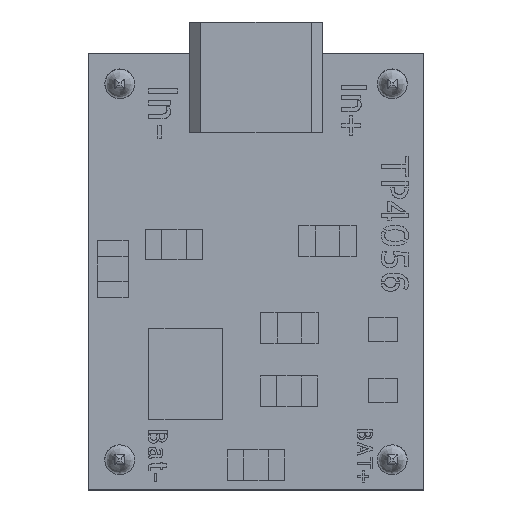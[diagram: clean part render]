
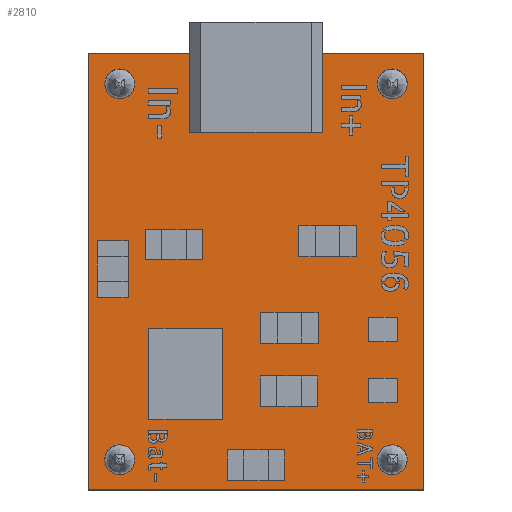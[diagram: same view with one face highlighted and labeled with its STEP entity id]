
A CAD part, top view. The second image highlights one B-rep face of the part: STEP entity #2810.
In plain terms, the highlighted planar face has unit normal (0, 0, 1).
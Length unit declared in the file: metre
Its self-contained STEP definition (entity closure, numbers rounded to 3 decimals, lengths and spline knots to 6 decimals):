
#2810 = ADVANCED_FACE( '', ( #5281, #5282, #5283, #5284, #5285 ), #5286, .T. );
#5281 = FACE_BOUND( '', #8290, .T. );
#5282 = FACE_BOUND( '', #8291, .T. );
#5283 = FACE_BOUND( '', #8292, .T. );
#5284 = FACE_BOUND( '', #8293, .T. );
#5285 = FACE_OUTER_BOUND( '', #8294, .T. );
#5286 = PLANE( '', #8295 );
#8290 = EDGE_LOOP( '', ( #15181 ) );
#8291 = EDGE_LOOP( '', ( #15182 ) );
#8292 = EDGE_LOOP( '', ( #15183 ) );
#8293 = EDGE_LOOP( '', ( #15184 ) );
#8294 = EDGE_LOOP( '', ( #15185, #15186, #15187, #15188 ) );
#8295 = AXIS2_PLACEMENT_3D( '', #15189, #15190, #15191 );
#15181 = ORIENTED_EDGE( '', *, *, #15800, .F. );
#15182 = ORIENTED_EDGE( '', *, *, #16345, .F. );
#15183 = ORIENTED_EDGE( '', *, *, #15583, .F. );
#15184 = ORIENTED_EDGE( '', *, *, #18023, .F. );
#15185 = ORIENTED_EDGE( '', *, *, #17837, .T. );
#15186 = ORIENTED_EDGE( '', *, *, #17992, .T. );
#15187 = ORIENTED_EDGE( '', *, *, #15920, .F. );
#15188 = ORIENTED_EDGE( '', *, *, #16718, .F. );
#15189 = CARTESIAN_POINT( '', ( 0., 0., 0.0016 ) );
#15190 = DIRECTION( '', ( 0., 0., 1. ) );
#15191 = DIRECTION( '', ( 1., 0., 0. ) );
#15583 = EDGE_CURVE( '', #18318, #18318, #18319, .T. );
#15800 = EDGE_CURVE( '', #18705, #18705, #18706, .T. );
#15920 = EDGE_CURVE( '', #18912, #18914, #18915, .T. );
#16345 = EDGE_CURVE( '', #19703, #19703, #19704, .T. );
#16718 = EDGE_CURVE( '', #20279, #18912, #20281, .T. );
#17837 = EDGE_CURVE( '', #20279, #21768, #21770, .T. );
#17992 = EDGE_CURVE( '', #21768, #18914, #21938, .T. );
#18023 = EDGE_CURVE( '', #21970, #21970, #21971, .T. );
#18318 = VERTEX_POINT( '', #22431 );
#18319 = CIRCLE( '', #22432, 0.000855 );
#18705 = VERTEX_POINT( '', #23033 );
#18706 = CIRCLE( '', #23034, 0.000855 );
#18912 = VERTEX_POINT( '', #23347 );
#18914 = VERTEX_POINT( '', #23350 );
#18915 = LINE( '', #23351, #23352 );
#19703 = VERTEX_POINT( '', #24787 );
#19704 = CIRCLE( '', #24788, 0.000855 );
#20279 = VERTEX_POINT( '', #25716 );
#20281 = LINE( '', #25719, #25720 );
#21768 = VERTEX_POINT( '', #28146 );
#21770 = LINE( '', #28149, #28150 );
#21938 = LINE( '', #28397, #28398 );
#21970 = VERTEX_POINT( '', #28442 );
#21971 = CIRCLE( '', #28443, 0.000855 );
#22431 = CARTESIAN_POINT( '', ( 0.008665, 0.01077, 0.0016 ) );
#22432 = AXIS2_PLACEMENT_3D( '', #28725, #28726, #28727 );
#23033 = CARTESIAN_POINT( '', ( 0.008665, -0.01077, 0.0016 ) );
#23034 = AXIS2_PLACEMENT_3D( '', #28866, #28867, #28868 );
#23347 = CARTESIAN_POINT( '', ( 0.0096, 0.0125, 0.0016 ) );
#23350 = CARTESIAN_POINT( '', ( 0.0096, -0.0125, 0.0016 ) );
#23351 = CARTESIAN_POINT( '', ( 0.0096, 0.016067, 0.0016 ) );
#23352 = VECTOR( '', #28954, 1. );
#24787 = CARTESIAN_POINT( '', ( -0.006955, -0.01077, 0.0016 ) );
#24788 = AXIS2_PLACEMENT_3D( '', #29142, #29143, #29144 );
#25716 = CARTESIAN_POINT( '', ( -0.0096, 0.0125, 0.0016 ) );
#25719 = CARTESIAN_POINT( '', ( 0.01154, 0.0125, 0.0016 ) );
#25720 = VECTOR( '', #29405, 1. );
#28146 = CARTESIAN_POINT( '', ( -0.0096, -0.0125, 0.0016 ) );
#28149 = CARTESIAN_POINT( '', ( -0.0096, 0.016067, 0.0016 ) );
#28150 = VECTOR( '', #30059, 1. );
#28397 = CARTESIAN_POINT( '', ( 0., -0.0125, 0.0016 ) );
#28398 = VECTOR( '', #30120, 1. );
#28442 = CARTESIAN_POINT( '', ( -0.006955, 0.01077, 0.0016 ) );
#28443 = AXIS2_PLACEMENT_3D( '', #30129, #30130, #30131 );
#28725 = CARTESIAN_POINT( '', ( 0.00781, 0.01077, 0.0016 ) );
#28726 = DIRECTION( '', ( 0., 0., 1. ) );
#28727 = DIRECTION( '', ( 1., 0., 0. ) );
#28866 = CARTESIAN_POINT( '', ( 0.00781, -0.01077, 0.0016 ) );
#28867 = DIRECTION( '', ( 0., 0., 1. ) );
#28868 = DIRECTION( '', ( 1., 0., 0. ) );
#28954 = DIRECTION( '', ( 0., -1., 0. ) );
#29142 = CARTESIAN_POINT( '', ( -0.00781, -0.01077, 0.0016 ) );
#29143 = DIRECTION( '', ( 0., 0., 1. ) );
#29144 = DIRECTION( '', ( 1., 0., 0. ) );
#29405 = DIRECTION( '', ( 1., 0., 0. ) );
#30059 = DIRECTION( '', ( 0., -1., 0. ) );
#30120 = DIRECTION( '', ( 1., 0., 0. ) );
#30129 = CARTESIAN_POINT( '', ( -0.00781, 0.01077, 0.0016 ) );
#30130 = DIRECTION( '', ( 0., 0., 1. ) );
#30131 = DIRECTION( '', ( 1., 0., 0. ) );
